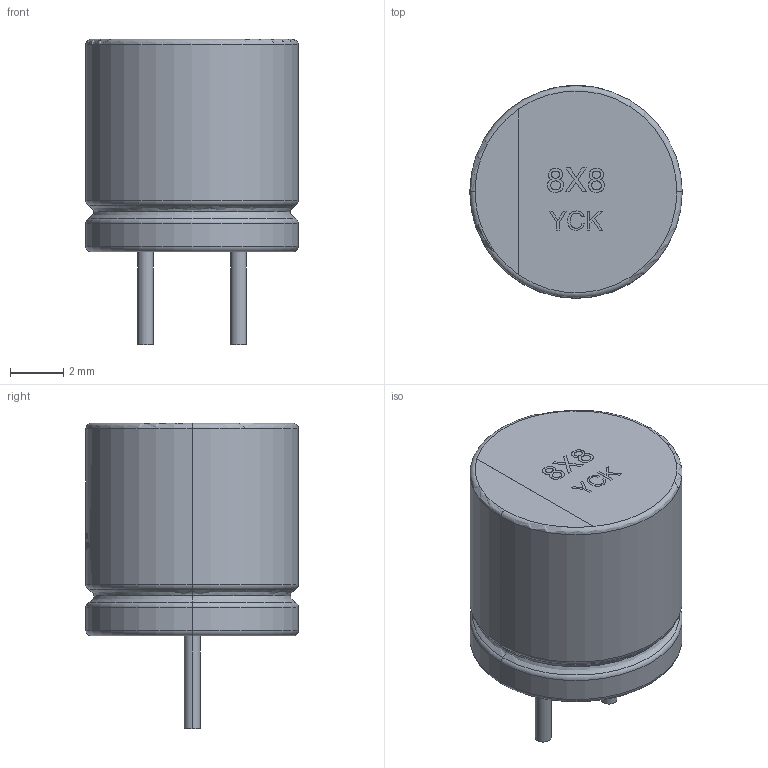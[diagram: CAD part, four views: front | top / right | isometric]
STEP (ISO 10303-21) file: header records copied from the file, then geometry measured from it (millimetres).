
FILE_DESCRIPTION (( 'STEP AP214' ), '1' );
FILE_NAME ('CAP-TH_D8.0-H8.0-P3.50.step', '2022-07-01T07:37:36', ( '' ), ( '' ), 'SwSTEP 2.0', 'SolidWorks 2020', '' );
FILE_SCHEMA (( 'AUTOMOTIVE_DESIGN' ));
Length unit declared in the file: millimetre
Products named in the file (1): CAP-TH_D8.0-H8.0-P3.50
Bounding box: 8 x 8.01 x 11.5 mm (x, y, z)
Volume: 390.3 mm3; surface area: 321.3 mm2
Topology: 1 solids, 1 shells, 339 faces, 896 edges, 591 vertices
Faces by surface type: bspline 246, plane 52, cylinder 31, torus 10
Entity records: 19158 total; most frequent: CARTESIAN_POINT 9060, ORIENTED_EDGE 1792, EDGE_CURVE 896, B_SPLINE_CURVE_WITH_KNOTS 684, VERTEX_POINT 591, DIRECTION 442, EDGE_LOOP 371, UNCERTAINTY_MEASURE_WITH_UNIT 342
